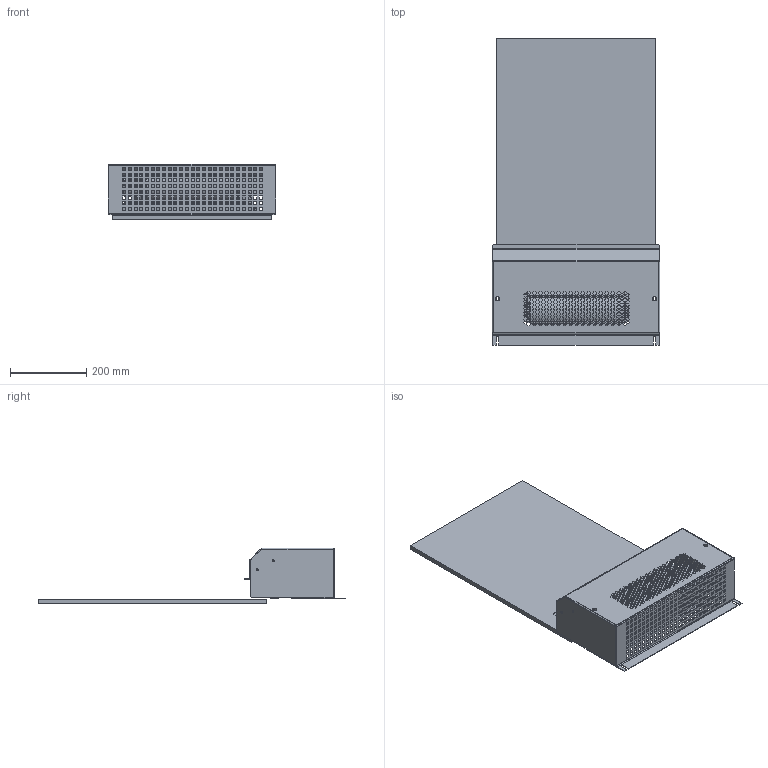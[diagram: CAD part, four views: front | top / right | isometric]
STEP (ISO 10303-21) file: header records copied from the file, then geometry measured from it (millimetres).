
FILE_DESCRIPTION (( 'STEP AP203' ), '1' );
FILE_NAME ('Hublot_Chauffant.STEP', '2024-12-19T17:06:30', ( '' ), ( '' ), 'SwSTEP 2.0', 'SolidWorks 2023', '' );
FILE_SCHEMA (( 'CONFIG_CONTROL_DESIGN' ));
Length unit declared in the file: millimetre
Products named in the file (16): Hublot_Chauffant; Ensemble_Ventilation; 55411_20230_KD; Support_Résistance_Ventilation_Hublot_13254; Corps_Soufflage_V3; Support_Résistance_Ventilation; Test en impression 3D; Ventilateur_Tangentiel_Ref-55411.20230_13254; Resistance_Ailettes_Vulcanic; Support_Ventilation_Hublot; Hublot_Client; Ensemble_Déflecteur; Support_Ventilateur; 62621496_Raccord; _Corps_Resistance; Ailette
Assembly tree (43 placements, depth 4):
  Hublot_Chauffant
    Hublot_Client
    Ensemble_Ventilation
      Support_Résistance_Ventilation_Hublot_13254
      Support_Résistance_Ventilation
      Resistance_Ailettes_Vulcanic
        _Corps_Resistance
        62621496_Raccord  x2
        Ailette  x28
      Support_Ventilateur
      Ventilateur_Tangentiel_Ref-55411.20230_13254
        55411_20230_KD
      Support_Ventilation_Hublot
    Corps_Soufflage_V3
    Ensemble_Déflecteur
      Test en impression 3D
Bounding box: 441 x 806.5 x 147 mm (x, y, z)
Volume: 3630614 mm3; surface area: 1535340.9 mm2
Topology: 38 solids, 44 shells, 4945 faces, 13822 edges, 9064 vertices
Faces by surface type: plane 3960, cylinder 527, bspline 225, torus 121, cone 100, sphere 12
Full cylindrical faces by diameter (mm): 4.5 x4, 5 x4, 6 x2, 8 x60, 9 x56, 10 x2, 11 x2, 13.3 x30, 14 x2, 14.3 x32
Entity records: 173457 total; most frequent: CARTESIAN_POINT 58372, ORIENTED_EDGE 25896, DIRECTION 18231, EDGE_CURVE 12950, VECTOR 8999, LINE 8999, VERTEX_POINT 8525, EDGE_LOOP 5819
